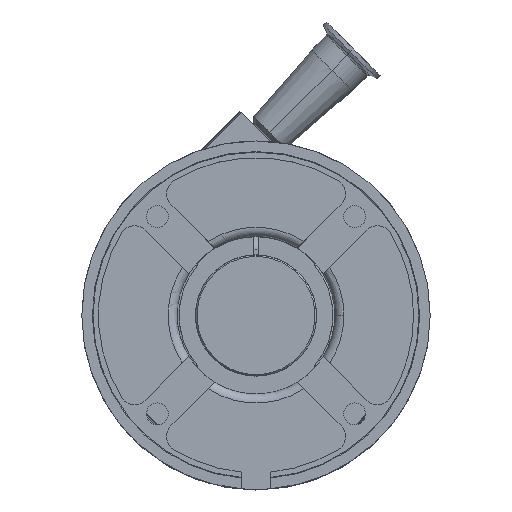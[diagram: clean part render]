
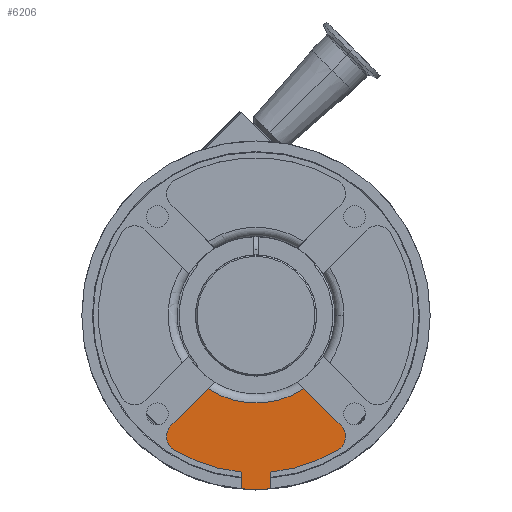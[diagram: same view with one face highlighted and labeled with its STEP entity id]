
A CAD part, top view. The second image highlights one B-rep face of the part: STEP entity #6206.
In plain terms, the highlighted planar face has unit normal (0, 0, 1).
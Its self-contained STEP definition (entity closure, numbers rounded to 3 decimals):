
#268 = EDGE_CURVE ( 'NONE', #3067, #3220, #2679, .T. ) ;
#346 = CARTESIAN_POINT ( 'NONE',  ( -31.64, -48.61, -12. ) ) ;
#435 = CARTESIAN_POINT ( 'NONE',  ( -9.75, -114.586, -12. ) ) ;
#527 = AXIS2_PLACEMENT_3D ( 'NONE', #4083, #3864, #7254 ) ;
#661 = CARTESIAN_POINT ( 'NONE',  ( -56.137, -73.107, -12. ) ) ;
#690 = CARTESIAN_POINT ( 'NONE',  ( 27.292, -44.262, -12. ) ) ;
#694 = CIRCLE ( 'NONE', #2085, 104. ) ;
#889 = DIRECTION ( 'NONE',  ( 0., 0., -1. ) ) ;
#1148 = CIRCLE ( 'NONE', #3039, 104. ) ;
#1160 = DIRECTION ( 'NONE',  ( 0., 0., 1. ) ) ;
#1187 = DIRECTION ( 'NONE',  ( 0., 0., 1. ) ) ;
#1215 = DIRECTION ( 'NONE',  ( 0., 0., 1. ) ) ;
#1220 = VECTOR ( 'NONE', #2730, 1000. ) ;
#1441 = ORIENTED_EDGE ( 'NONE', *, *, #6700, .T. ) ;
#1597 = EDGE_CURVE ( 'NONE', #6337, #4868, #1148, .T. ) ;
#1842 = VERTEX_POINT ( 'NONE', #3047 ) ;
#2000 = LINE ( 'NONE', #9330, #8921 ) ;
#2085 = AXIS2_PLACEMENT_3D ( 'NONE', #9798, #10096, #7631 ) ;
#2190 = CARTESIAN_POINT ( 'NONE',  ( 0., 0., -12. ) ) ;
#2195 = LINE ( 'NONE', #6395, #9143 ) ;
#2213 = DIRECTION ( 'NONE',  ( 1., 0., 0. ) ) ;
#2249 = ORIENTED_EDGE ( 'NONE', *, *, #5856, .T. ) ;
#2559 = CARTESIAN_POINT ( 'NONE',  ( -54.285, -88.708, -12. ) ) ;
#2679 = CIRCLE ( 'NONE', #8012, 10. ) ;
#2690 = EDGE_CURVE ( 'NONE', #1842, #10214, #2000, .T. ) ;
#2701 = LINE ( 'NONE', #9265, #5533 ) ;
#2730 = DIRECTION ( 'NONE',  ( -0.707, 0.707, 0. ) ) ;
#2781 = CIRCLE ( 'NONE', #5172, 115. ) ;
#3011 = ORIENTED_EDGE ( 'NONE', *, *, #9174, .T. ) ;
#3039 = AXIS2_PLACEMENT_3D ( 'NONE', #2190, #1215, #3860 ) ;
#3047 = CARTESIAN_POINT ( 'NONE',  ( 9.75, -103.542, -12. ) ) ;
#3067 = VERTEX_POINT ( 'NONE', #7595 ) ;
#3220 = VERTEX_POINT ( 'NONE', #3767 ) ;
#3259 = DIRECTION ( 'NONE',  ( 0., 1., 0. ) ) ;
#3767 = CARTESIAN_POINT ( 'NONE',  ( 59.066, -80.178, -12. ) ) ;
#3860 = DIRECTION ( 'NONE',  ( 1., 0., 0. ) ) ;
#3864 = DIRECTION ( 'NONE',  ( 0., 0., 1. ) ) ;
#3946 = ORIENTED_EDGE ( 'NONE', *, *, #2690, .F. ) ;
#3978 = CARTESIAN_POINT ( 'NONE',  ( 56.137, -73.107, -12. ) ) ;
#4083 = CARTESIAN_POINT ( 'NONE',  ( 0., 0., -12. ) ) ;
#4149 = ORIENTED_EDGE ( 'NONE', *, *, #8915, .T. ) ;
#4462 = DIRECTION ( 'NONE',  ( 1., 0., 0. ) ) ;
#4497 = ORIENTED_EDGE ( 'NONE', *, *, #6126, .F. ) ;
#4868 = VERTEX_POINT ( 'NONE', #10057 ) ;
#5002 = ORIENTED_EDGE ( 'NONE', *, *, #5696, .F. ) ;
#5172 = AXIS2_PLACEMENT_3D ( 'NONE', #7164, #10284, #2213 ) ;
#5317 = AXIS2_PLACEMENT_3D ( 'NONE', #8532, #1160, #4462 ) ;
#5522 = AXIS2_PLACEMENT_3D ( 'NONE', #8554, #1187, #10015 ) ;
#5533 = VECTOR ( 'NONE', #5977, 1000. ) ;
#5630 = DIRECTION ( 'NONE',  ( 1., 0., 0. ) ) ;
#5634 = EDGE_CURVE ( 'NONE', #6765, #6337, #7067, .T. ) ;
#5696 = EDGE_CURVE ( 'NONE', #10214, #6424, #2781, .T. ) ;
#5805 = EDGE_CURVE ( 'NONE', #1842, #3067, #694, .T. ) ;
#5856 = EDGE_CURVE ( 'NONE', #6163, #9986, #9240, .T. ) ;
#5977 = DIRECTION ( 'NONE',  ( -0.707, -0.707, 0. ) ) ;
#6012 = CIRCLE ( 'NONE', #5317, 10. ) ;
#6126 = EDGE_CURVE ( 'NONE', #6424, #4868, #2195, .T. ) ;
#6163 = VERTEX_POINT ( 'NONE', #3978 ) ;
#6206 = ADVANCED_FACE ( 'NONE', ( #8052 ), #8977, .T. ) ;
#6289 = CARTESIAN_POINT ( 'NONE',  ( 49.066, -80.178, -12. ) ) ;
#6337 = VERTEX_POINT ( 'NONE', #2559 ) ;
#6395 = CARTESIAN_POINT ( 'NONE',  ( -9.75, -114.586, -12. ) ) ;
#6424 = VERTEX_POINT ( 'NONE', #435 ) ;
#6700 = EDGE_CURVE ( 'NONE', #8785, #6765, #2701, .T. ) ;
#6765 = VERTEX_POINT ( 'NONE', #661 ) ;
#6833 = CARTESIAN_POINT ( 'NONE',  ( 31.64, -48.61, -12. ) ) ;
#7067 = CIRCLE ( 'NONE', #5522, 10. ) ;
#7164 = CARTESIAN_POINT ( 'NONE',  ( 0., 0., -12. ) ) ;
#7206 = ORIENTED_EDGE ( 'NONE', *, *, #268, .T. ) ;
#7254 = DIRECTION ( 'NONE',  ( -1., 0., 0. ) ) ;
#7350 = DIRECTION ( 'NONE',  ( 1., 0., 0. ) ) ;
#7595 = CARTESIAN_POINT ( 'NONE',  ( 54.285, -88.708, -12. ) ) ;
#7631 = DIRECTION ( 'NONE',  ( 1., 0., 0. ) ) ;
#7911 = CIRCLE ( 'NONE', #9272, 58. ) ;
#8012 = AXIS2_PLACEMENT_3D ( 'NONE', #6289, #8764, #5630 ) ;
#8052 = FACE_OUTER_BOUND ( 'NONE', #8097, .T. ) ;
#8097 = EDGE_LOOP ( 'NONE', ( #2249, #3011, #1441, #9690, #8972, #4497, #5002, #3946, #8702, #7206, #4149 ) ) ;
#8532 = CARTESIAN_POINT ( 'NONE',  ( 49.066, -80.178, -12. ) ) ;
#8554 = CARTESIAN_POINT ( 'NONE',  ( -49.066, -80.178, -12. ) ) ;
#8702 = ORIENTED_EDGE ( 'NONE', *, *, #5805, .T. ) ;
#8764 = DIRECTION ( 'NONE',  ( 0., 0., 1. ) ) ;
#8785 = VERTEX_POINT ( 'NONE', #346 ) ;
#8915 = EDGE_CURVE ( 'NONE', #3220, #6163, #6012, .T. ) ;
#8921 = VECTOR ( 'NONE', #10188, 1000. ) ;
#8972 = ORIENTED_EDGE ( 'NONE', *, *, #1597, .T. ) ;
#8977 = PLANE ( 'NONE',  #527 ) ;
#9143 = VECTOR ( 'NONE', #3259, 1000. ) ;
#9174 = EDGE_CURVE ( 'NONE', #9986, #8785, #7911, .T. ) ;
#9240 = LINE ( 'NONE', #690, #1220 ) ;
#9265 = CARTESIAN_POINT ( 'NONE',  ( -56.137, -73.107, -12. ) ) ;
#9272 = AXIS2_PLACEMENT_3D ( 'NONE', #9772, #889, #7350 ) ;
#9330 = CARTESIAN_POINT ( 'NONE',  ( 9.75, -103.542, -12. ) ) ;
#9690 = ORIENTED_EDGE ( 'NONE', *, *, #5634, .T. ) ;
#9736 = CARTESIAN_POINT ( 'NONE',  ( 9.75, -114.586, -12. ) ) ;
#9772 = CARTESIAN_POINT ( 'NONE',  ( 0., 0., -12. ) ) ;
#9798 = CARTESIAN_POINT ( 'NONE',  ( 0., 0., -12. ) ) ;
#9986 = VERTEX_POINT ( 'NONE', #6833 ) ;
#10015 = DIRECTION ( 'NONE',  ( -1., 0., 0. ) ) ;
#10057 = CARTESIAN_POINT ( 'NONE',  ( -9.75, -103.542, -12. ) ) ;
#10096 = DIRECTION ( 'NONE',  ( 0., 0., 1. ) ) ;
#10188 = DIRECTION ( 'NONE',  ( 0., -1., 0. ) ) ;
#10214 = VERTEX_POINT ( 'NONE', #9736 ) ;
#10284 = DIRECTION ( 'NONE',  ( 0., 0., -1. ) ) ;
